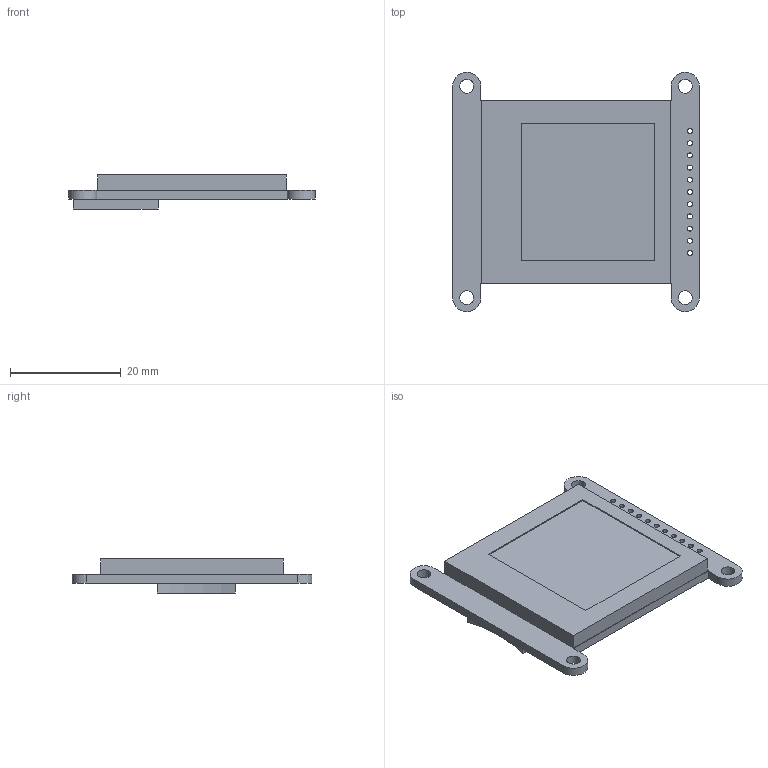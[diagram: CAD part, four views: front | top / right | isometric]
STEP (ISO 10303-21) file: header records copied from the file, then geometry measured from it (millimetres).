
FILE_DESCRIPTION(/* description */ (''),/* implementation_level */ '2;1');
FILE_NAME(/* name */ '2088 1.44in TFT Display.step',/* time_stamp */ '2018-07-07T15:50:12-04:00',/* author */ ('Adafruit'),/* organization */ (''),/* preprocessor_version */ 'ST-DEVELOPER v17',/* originating_system */ 'Autodesk Translation Framework v7.1.0.215',/* authorisation */ '');
FILE_SCHEMA (('AUTOMOTIVE_DESIGN { 1 0 10303 214 3 1 1 }'));
Length unit declared in the file: millimetre
Products named in the file (1): 1.44in TFT Display 2088
Bounding box: 44.45 x 43.18 x 6.14 mm (x, y, z)
Volume: 5762.4 mm3; surface area: 6600.5 mm2
Topology: 3 solids, 3 shells, 46 faces, 117 edges, 78 vertices
Faces by surface type: plane 26, cylinder 19, bspline 1
Full cylindrical faces by diameter (mm): 0.9 x11, 2.5 x4
Entity records: 1497 total; most frequent: CARTESIAN_POINT 251, DIRECTION 245, ORIENTED_EDGE 234, EDGE_CURVE 117, AXIS2_PLACEMENT_3D 84, VERTEX_POINT 78, EDGE_LOOP 77, LINE 77
